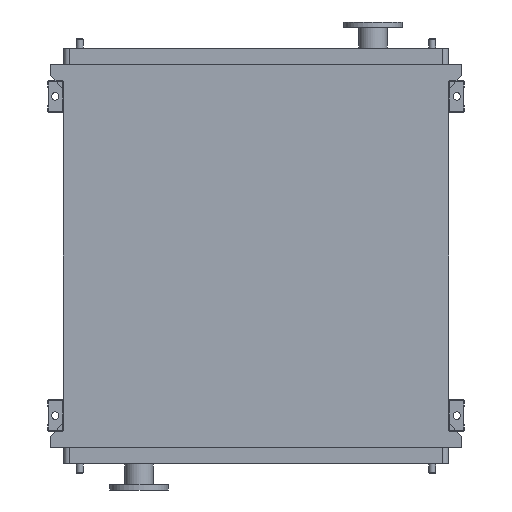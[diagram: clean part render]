
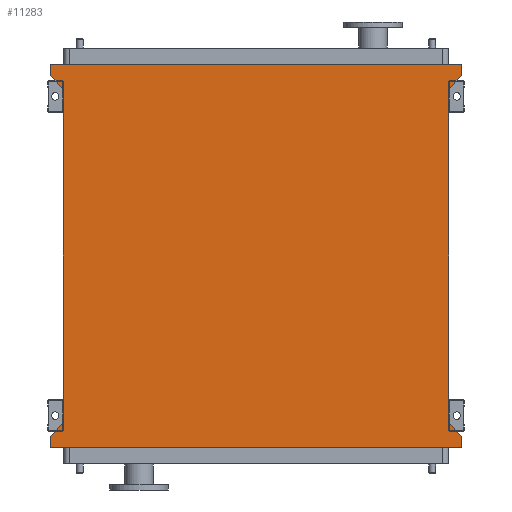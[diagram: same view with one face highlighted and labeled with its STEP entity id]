
A CAD part, front view. The second image highlights one B-rep face of the part: STEP entity #11283.
In plain terms, the highlighted planar face has unit normal (0, -1, 0).
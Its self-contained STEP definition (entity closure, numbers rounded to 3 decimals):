
#11 = CARTESIAN_POINT ( 'NONE',  ( -771., 0., 95. ) ) ;
#105 = EDGE_CURVE ( 'NONE', #5024, #8054, #15164, .T. ) ;
#274 = PLANE ( 'NONE',  #1515 ) ;
#323 = LINE ( 'NONE', #10922, #7844 ) ;
#618 = VECTOR ( 'NONE', #4845, 1000. ) ;
#621 = CARTESIAN_POINT ( 'NONE',  ( -725., 0., 0. ) ) ;
#1160 = EDGE_CURVE ( 'NONE', #14658, #5024, #11368, .T. ) ;
#1186 = EDGE_LOOP ( 'NONE', ( #1330, #1927, #15933, #2939, #18145, #3375, #16630, #14708, #8086, #11180, #5474, #16762 ) ) ;
#1198 = CARTESIAN_POINT ( 'NONE',  ( -725., 0., 0. ) ) ;
#1317 = LINE ( 'NONE', #9949, #8406 ) ;
#1330 = ORIENTED_EDGE ( 'NONE', *, *, #7291, .T. ) ;
#1394 = EDGE_CURVE ( 'NONE', #15037, #6715, #18196, .T. ) ;
#1515 = AXIS2_PLACEMENT_3D ( 'NONE', #4445, #3094, #13011 ) ;
#1620 = VERTEX_POINT ( 'NONE', #15922 ) ;
#1927 = ORIENTED_EDGE ( 'NONE', *, *, #105, .F. ) ;
#1999 = LINE ( 'NONE', #12419, #5322 ) ;
#2004 = CARTESIAN_POINT ( 'NONE',  ( 771., 0., -1345. ) ) ;
#2374 = CARTESIAN_POINT ( 'NONE',  ( -771., 0., -1345. ) ) ;
#2939 = ORIENTED_EDGE ( 'NONE', *, *, #11162, .F. ) ;
#3094 = DIRECTION ( 'NONE',  ( 0., -1., 0. ) ) ;
#3325 = VECTOR ( 'NONE', #11365, 1000. ) ;
#3370 = CARTESIAN_POINT ( 'NONE',  ( 725., 0., -1250. ) ) ;
#3375 = ORIENTED_EDGE ( 'NONE', *, *, #1394, .F. ) ;
#3478 = DIRECTION ( 'NONE',  ( 0., 0., -1. ) ) ;
#3627 = EDGE_CURVE ( 'NONE', #3921, #11090, #5254, .T. ) ;
#3635 = VERTEX_POINT ( 'NONE', #13339 ) ;
#3921 = VERTEX_POINT ( 'NONE', #11095 ) ;
#4116 = EDGE_CURVE ( 'NONE', #13325, #15037, #9002, .T. ) ;
#4302 = VECTOR ( 'NONE', #12258, 1000. ) ;
#4338 = VECTOR ( 'NONE', #4453, 1000. ) ;
#4445 = CARTESIAN_POINT ( 'NONE',  ( -725., 0., -1250. ) ) ;
#4453 = DIRECTION ( 'NONE',  ( 0., 0., 1. ) ) ;
#4805 = VECTOR ( 'NONE', #16821, 1000. ) ;
#4845 = DIRECTION ( 'NONE',  ( -1., 0., 0. ) ) ;
#5024 = VERTEX_POINT ( 'NONE', #11331 ) ;
#5254 = LINE ( 'NONE', #2004, #618 ) ;
#5322 = VECTOR ( 'NONE', #6780, 1000. ) ;
#5457 = CARTESIAN_POINT ( 'NONE',  ( -771., 0., 95. ) ) ;
#5474 = ORIENTED_EDGE ( 'NONE', *, *, #17751, .F. ) ;
#5695 = CARTESIAN_POINT ( 'NONE',  ( 771., 0., 95. ) ) ;
#5945 = EDGE_CURVE ( 'NONE', #11090, #1620, #323, .T. ) ;
#6507 = LINE ( 'NONE', #7988, #17330 ) ;
#6715 = VERTEX_POINT ( 'NONE', #7053 ) ;
#6780 = DIRECTION ( 'NONE',  ( 0.655, 0., 0.755 ) ) ;
#6808 = FACE_OUTER_BOUND ( 'NONE', #1186, .T. ) ;
#7053 = CARTESIAN_POINT ( 'NONE',  ( -771., 0., 53. ) ) ;
#7291 = EDGE_CURVE ( 'NONE', #14991, #8054, #13320, .T. ) ;
#7371 = VECTOR ( 'NONE', #11092, 1000. ) ;
#7598 = VECTOR ( 'NONE', #3478, 1000. ) ;
#7835 = EDGE_CURVE ( 'NONE', #1620, #13325, #1999, .T. ) ;
#7844 = VECTOR ( 'NONE', #8143, 1000. ) ;
#7988 = CARTESIAN_POINT ( 'NONE',  ( 771., 0., -1303. ) ) ;
#8054 = VERTEX_POINT ( 'NONE', #15622 ) ;
#8086 = ORIENTED_EDGE ( 'NONE', *, *, #5945, .F. ) ;
#8143 = DIRECTION ( 'NONE',  ( 0., 0., 1. ) ) ;
#8406 = VECTOR ( 'NONE', #17000, 1000. ) ;
#8649 = EDGE_CURVE ( 'NONE', #6715, #16559, #1317, .T. ) ;
#9002 = LINE ( 'NONE', #12962, #4338 ) ;
#9406 = CARTESIAN_POINT ( 'NONE',  ( 771., 0., 53. ) ) ;
#9469 = LINE ( 'NONE', #5457, #4805 ) ;
#9923 = CARTESIAN_POINT ( 'NONE',  ( 725., 0., -1250. ) ) ;
#9949 = CARTESIAN_POINT ( 'NONE',  ( -771., 0., 53. ) ) ;
#10922 = CARTESIAN_POINT ( 'NONE',  ( -771., 0., -1345. ) ) ;
#11090 = VERTEX_POINT ( 'NONE', #2374 ) ;
#11092 = DIRECTION ( 'NONE',  ( -0.655, 0., 0.755 ) ) ;
#11095 = CARTESIAN_POINT ( 'NONE',  ( 771., 0., -1345. ) ) ;
#11162 = EDGE_CURVE ( 'NONE', #16559, #14658, #9469, .T. ) ;
#11180 = ORIENTED_EDGE ( 'NONE', *, *, #3627, .F. ) ;
#11283 = ADVANCED_FACE ( 'NONE', ( #6808 ), #274, .T. ) ;
#11328 = LINE ( 'NONE', #9923, #3325 ) ;
#11331 = CARTESIAN_POINT ( 'NONE',  ( 771., 0., 53. ) ) ;
#11365 = DIRECTION ( 'NONE',  ( 0.655, 0., -0.755 ) ) ;
#11368 = LINE ( 'NONE', #11981, #7598 ) ;
#11981 = CARTESIAN_POINT ( 'NONE',  ( 771., 0., 95. ) ) ;
#12258 = DIRECTION ( 'NONE',  ( -0.655, 0., -0.755 ) ) ;
#12419 = CARTESIAN_POINT ( 'NONE',  ( -771., 0., -1303. ) ) ;
#12962 = CARTESIAN_POINT ( 'NONE',  ( -725., 0., -1250. ) ) ;
#13011 = DIRECTION ( 'NONE',  ( 0., 0., -1. ) ) ;
#13320 = LINE ( 'NONE', #15329, #16626 ) ;
#13325 = VERTEX_POINT ( 'NONE', #14480 ) ;
#13339 = CARTESIAN_POINT ( 'NONE',  ( 771., 0., -1303. ) ) ;
#14480 = CARTESIAN_POINT ( 'NONE',  ( -725., 0., -1250. ) ) ;
#14658 = VERTEX_POINT ( 'NONE', #5695 ) ;
#14708 = ORIENTED_EDGE ( 'NONE', *, *, #7835, .F. ) ;
#14991 = VERTEX_POINT ( 'NONE', #3370 ) ;
#15037 = VERTEX_POINT ( 'NONE', #621 ) ;
#15043 = DIRECTION ( 'NONE',  ( 0., 0., -1. ) ) ;
#15164 = LINE ( 'NONE', #9406, #4302 ) ;
#15309 = EDGE_CURVE ( 'NONE', #14991, #3635, #11328, .T. ) ;
#15329 = CARTESIAN_POINT ( 'NONE',  ( 725., 0., -1250. ) ) ;
#15622 = CARTESIAN_POINT ( 'NONE',  ( 725., 0., 0. ) ) ;
#15922 = CARTESIAN_POINT ( 'NONE',  ( -771., 0., -1303. ) ) ;
#15933 = ORIENTED_EDGE ( 'NONE', *, *, #1160, .F. ) ;
#16559 = VERTEX_POINT ( 'NONE', #11 ) ;
#16626 = VECTOR ( 'NONE', #18097, 1000. ) ;
#16630 = ORIENTED_EDGE ( 'NONE', *, *, #4116, .F. ) ;
#16762 = ORIENTED_EDGE ( 'NONE', *, *, #15309, .F. ) ;
#16821 = DIRECTION ( 'NONE',  ( 1., 0., 0. ) ) ;
#17000 = DIRECTION ( 'NONE',  ( 0., 0., 1. ) ) ;
#17330 = VECTOR ( 'NONE', #15043, 1000. ) ;
#17751 = EDGE_CURVE ( 'NONE', #3635, #3921, #6507, .T. ) ;
#18097 = DIRECTION ( 'NONE',  ( 0., 0., 1. ) ) ;
#18145 = ORIENTED_EDGE ( 'NONE', *, *, #8649, .F. ) ;
#18196 = LINE ( 'NONE', #1198, #7371 ) ;
